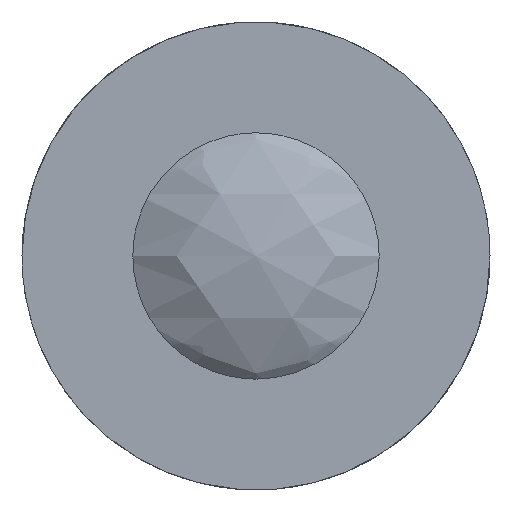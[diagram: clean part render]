
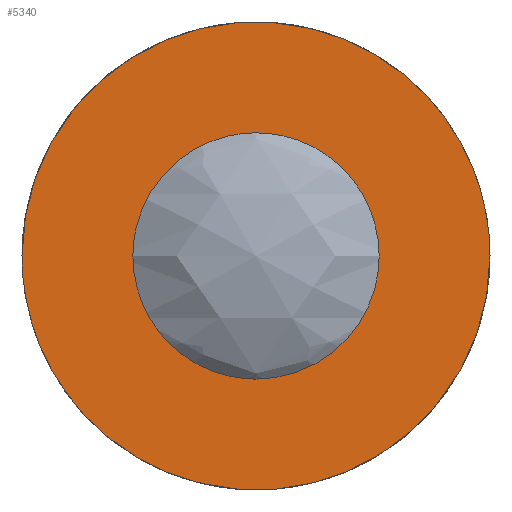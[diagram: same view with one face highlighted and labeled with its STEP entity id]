
A CAD part, left-side view. The second image highlights one B-rep face of the part: STEP entity #5340.
In plain terms, the highlighted free-form (B-spline) face has degree [1, 1] with [2, 2] control points.
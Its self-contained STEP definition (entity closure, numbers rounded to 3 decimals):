
#4480 = CARTESIAN_POINT ('', (0., 0., -5.));
#4490 = VERTEX_POINT ('', #4480);
#4550 = CARTESIAN_POINT ('', (0., -5., 0.));
#4560 = VERTEX_POINT ('', #4550);
#4570 = CARTESIAN_POINT ('', (0., 0., -5.));
#4580 = CARTESIAN_POINT ('', (0., -2.5, -5.));
#4590 = CARTESIAN_POINT ('', (0., -5., -3.333));
#4600 = CARTESIAN_POINT ('', (0., -5., 0.));
#4610 = (
   BOUNDED_CURVE ()
   B_SPLINE_CURVE (3, (#4570, #4580, #4590, #4600), .UNSPECIFIED., .F., .U.)
   B_SPLINE_CURVE_WITH_KNOTS ((4, 4), (0., 1.), .UNSPECIFIED.)
   CURVE ()
   GEOMETRIC_REPRESENTATION_ITEM ()
   RATIONAL_B_SPLINE_CURVE ((1., 0.667, 0.5, 0.5))
   REPRESENTATION_ITEM ('')
);
#4620 = EDGE_CURVE ('', #4490, #4560, #4610, .T.);
#4640 = CARTESIAN_POINT ('', (0., 5., 0.));
#4650 = VERTEX_POINT ('', #4640);
#4660 = CARTESIAN_POINT ('', (0., -5., 0.));
#4670 = CARTESIAN_POINT ('', (0., -5., 3.333));
#4680 = CARTESIAN_POINT ('', (0., -2.5, 5.));
#4690 = CARTESIAN_POINT ('', (0., 0., 5.));
#4700 = CARTESIAN_POINT ('', (0., 2.5, 5.));
#4710 = CARTESIAN_POINT ('', (0., 5., 3.333));
#4720 = CARTESIAN_POINT ('', (0., 5., 0.));
#4730 = (
   BOUNDED_CURVE ()
   B_SPLINE_CURVE (3, (#4660, #4670, #4680, #4690, #4700, #4710, #4720), .UNSPECIFIED., .F., .U.)
   B_SPLINE_CURVE_WITH_KNOTS ((4, 3, 4), (0., 0.5, 1.), .UNSPECIFIED.)
   CURVE ()
   GEOMETRIC_REPRESENTATION_ITEM ()
   RATIONAL_B_SPLINE_CURVE ((0.5, 0.5, 0.667, 1., 0.667, 0.5, 0.5))
   REPRESENTATION_ITEM ('')
);
#4740 = EDGE_CURVE ('', #4560, #4650, #4730, .T.);
#4760 = CARTESIAN_POINT ('', (0., 5., 0.));
#4770 = CARTESIAN_POINT ('', (0., 5., -3.333));
#4780 = CARTESIAN_POINT ('', (0., 2.5, -5.));
#4790 = CARTESIAN_POINT ('', (0., 0., -5.));
#4800 = (
   BOUNDED_CURVE ()
   B_SPLINE_CURVE (3, (#4760, #4770, #4780, #4790), .UNSPECIFIED., .F., .U.)
   B_SPLINE_CURVE_WITH_KNOTS ((4, 4), (0., 1.), .UNSPECIFIED.)
   CURVE ()
   GEOMETRIC_REPRESENTATION_ITEM ()
   RATIONAL_B_SPLINE_CURVE ((0.5, 0.5, 0.667, 1.))
   REPRESENTATION_ITEM ('')
);
#4810 = EDGE_CURVE ('', #4650, #4490, #4800, .T.);
#5040 = CARTESIAN_POINT ('', (0., -9.5, 0.));
#5050 = VERTEX_POINT ('', #5040);
#5060 = CARTESIAN_POINT ('', (0., 9.5, 0.));
#5070 = VERTEX_POINT ('', #5060);
#5080 = CARTESIAN_POINT ('', (0., -9.5, 0.));
#5090 = CARTESIAN_POINT ('', (0., -9.5, -19.));
#5100 = CARTESIAN_POINT ('', (0., 9.5, -19.));
#5110 = CARTESIAN_POINT ('', (0., 9.5, 0.));
#5120 = (
   BOUNDED_CURVE ()
   B_SPLINE_CURVE (3, (#5080, #5090, #5100, #5110), .UNSPECIFIED., .F., .U.)
   B_SPLINE_CURVE_WITH_KNOTS ((4, 4), (0., 1.), .UNSPECIFIED.)
   CURVE ()
   GEOMETRIC_REPRESENTATION_ITEM ()
   RATIONAL_B_SPLINE_CURVE ((1., 0.333, 0.333, 1.))
   REPRESENTATION_ITEM ('')
);
#5130 = EDGE_CURVE ('', #5050, #5070, #5120, .T.);
#5140 = ORIENTED_EDGE ('', *, *, #5130, .F.);
#5150 = CARTESIAN_POINT ('', (0., 9.5, 0.));
#5160 = CARTESIAN_POINT ('', (0., 9.5, 19.));
#5170 = CARTESIAN_POINT ('', (0., -9.5, 19.));
#5180 = CARTESIAN_POINT ('', (0., -9.5, 0.));
#5190 = (
   BOUNDED_CURVE ()
   B_SPLINE_CURVE (3, (#5150, #5160, #5170, #5180), .UNSPECIFIED., .F., .U.)
   B_SPLINE_CURVE_WITH_KNOTS ((4, 4), (0., 1.), .UNSPECIFIED.)
   CURVE ()
   GEOMETRIC_REPRESENTATION_ITEM ()
   RATIONAL_B_SPLINE_CURVE ((1., 0.333, 0.333, 1.))
   REPRESENTATION_ITEM ('')
);
#5200 = EDGE_CURVE ('', #5070, #5050, #5190, .T.);
#5210 = ORIENTED_EDGE ('', *, *, #5200, .F.);
#5220 = EDGE_LOOP ('', (#5140, #5210));
#5230 = FACE_OUTER_BOUND ('', #5220, .T.);
#5240 = ORIENTED_EDGE ('', *, *, #4620, .F.);
#5250 = ORIENTED_EDGE ('', *, *, #4810, .F.);
#5260 = ORIENTED_EDGE ('', *, *, #4740, .F.);
#5270 = EDGE_LOOP ('', (#5240, #5250, #5260));
#5280 = FACE_BOUND ('', #5270, .T.);
#5290 = CARTESIAN_POINT ('', (0., -9.614, 9.614));
#5300 = CARTESIAN_POINT ('', (0., -9.614, -9.614));
#5310 = CARTESIAN_POINT ('', (0., 9.614, 9.614));
#5320 = CARTESIAN_POINT ('', (0., 9.614, -9.614));
#5330 = B_SPLINE_SURFACE_WITH_KNOTS ('', 1, 1, ((#5290, #5300), (#5310, #5320)), .UNSPECIFIED., .F., .F., .U., (2, 2), (2, 2), (0., 1.), (0., 1.), .UNSPECIFIED.);
#5340 = ADVANCED_FACE ('', (#5230, #5280), #5330, .T.);
